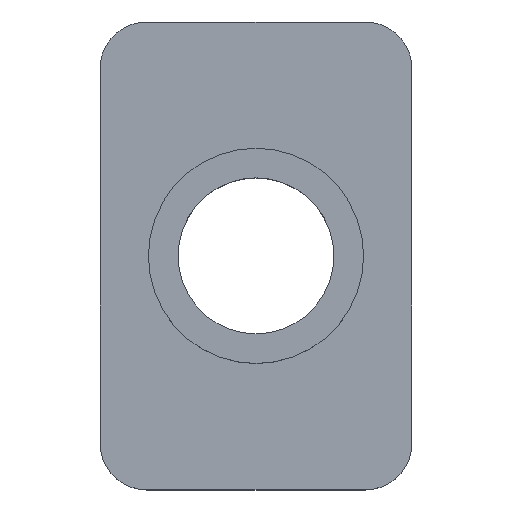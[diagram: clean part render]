
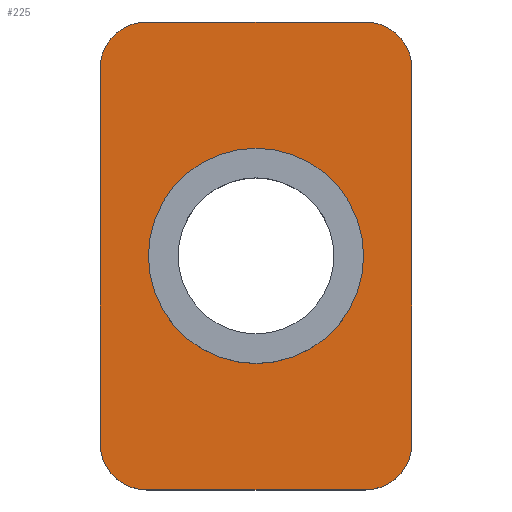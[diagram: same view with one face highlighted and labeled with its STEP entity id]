
A CAD part, top view. The second image highlights one B-rep face of the part: STEP entity #225.
In plain terms, the highlighted planar face has unit normal (0, 0, 1).
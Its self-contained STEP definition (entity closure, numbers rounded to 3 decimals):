
#12=FACE_BOUND($,#39,.T.);
#13=FACE_BOUND($,#40,.T.);
#20=PLANE($,#243);
#39=EDGE_LOOP($,(#155));
#40=EDGE_LOOP($,(#156,#157,#158,#159,#160,#161,#162,#163));
#57=LINE($,#344,#73);
#60=LINE($,#352,#76);
#61=LINE($,#356,#77);
#62=LINE($,#360,#78);
#73=VECTOR($,#276,7.);
#76=VECTOR($,#283,12.);
#77=VECTOR($,#286,7.);
#78=VECTOR($,#289,12.);
#87=CIRCLE($,#240,1.5);
#89=CIRCLE($,#244,3.45);
#90=CIRCLE($,#245,1.5);
#91=CIRCLE($,#246,1.5);
#92=CIRCLE($,#247,1.5);
#99=VERTEX_POINT($,#334);
#100=VERTEX_POINT($,#335);
#103=VERTEX_POINT($,#343);
#105=VERTEX_POINT($,#349);
#106=VERTEX_POINT($,#351);
#107=VERTEX_POINT($,#353);
#108=VERTEX_POINT($,#355);
#109=VERTEX_POINT($,#357);
#110=VERTEX_POINT($,#359);
#119=EDGE_CURVE($,#99,#100,#87,.T.);
#123=EDGE_CURVE($,#103,#100,#57,.T.);
#126=EDGE_CURVE($,#105,#105,#89,.T.);
#127=EDGE_CURVE($,#99,#106,#60,.T.);
#128=EDGE_CURVE($,#107,#106,#90,.T.);
#129=EDGE_CURVE($,#107,#108,#61,.T.);
#130=EDGE_CURVE($,#109,#108,#91,.T.);
#131=EDGE_CURVE($,#109,#110,#62,.T.);
#132=EDGE_CURVE($,#103,#110,#92,.T.);
#155=ORIENTED_EDGE($,*,*,#126,.T.);
#156=ORIENTED_EDGE($,*,*,#119,.F.);
#157=ORIENTED_EDGE($,*,*,#127,.T.);
#158=ORIENTED_EDGE($,*,*,#128,.F.);
#159=ORIENTED_EDGE($,*,*,#129,.T.);
#160=ORIENTED_EDGE($,*,*,#130,.F.);
#161=ORIENTED_EDGE($,*,*,#131,.T.);
#162=ORIENTED_EDGE($,*,*,#132,.F.);
#163=ORIENTED_EDGE($,*,*,#123,.T.);
#225=ADVANCED_FACE($,(#12,#13),#20,.T.);
#240=AXIS2_PLACEMENT_3D($,#336,#268,#269);
#243=AXIS2_PLACEMENT_3D($,#348,#279,#280);
#244=AXIS2_PLACEMENT_3D($,#350,#281,#282);
#245=AXIS2_PLACEMENT_3D($,#354,#284,#285);
#246=AXIS2_PLACEMENT_3D($,#358,#287,#288);
#247=AXIS2_PLACEMENT_3D($,#361,#290,#291);
#268=DIRECTION('center_axis',(0.,0.,-1.));
#269=DIRECTION('ref_axis',(0.707,-0.707,0.));
#276=DIRECTION($,(1.,0.,0.));
#279=DIRECTION('center_axis',(0.,0.,1.));
#280=DIRECTION('ref_axis',(1.,0.,0.));
#281=DIRECTION('center_axis',(0.,0.,-1.));
#282=DIRECTION('ref_axis',(-1.,0.,0.));
#283=DIRECTION($,(0.,1.,0.));
#284=DIRECTION('center_axis',(0.,0.,-1.));
#285=DIRECTION('ref_axis',(0.707,0.707,0.));
#286=DIRECTION($,(-1.,0.,0.));
#287=DIRECTION('center_axis',(0.,0.,-1.));
#288=DIRECTION('ref_axis',(-0.707,0.707,0.));
#289=DIRECTION($,(0.,-1.,0.));
#290=DIRECTION('center_axis',(0.,0.,-1.));
#291=DIRECTION('ref_axis',(-0.707,-0.707,0.));
#334=CARTESIAN_POINT('',(5.,-6.,1.6));
#335=CARTESIAN_POINT('',(3.5,-7.5,1.6));
#336=CARTESIAN_POINT('Origin',(3.5,-6.,1.6));
#343=CARTESIAN_POINT('',(-3.5,-7.5,1.6));
#344=CARTESIAN_POINT($,(5.,-7.5,1.6));
#348=CARTESIAN_POINT('Origin',(0.,0.,1.6));
#349=CARTESIAN_POINT('',(3.45,0.,1.6));
#350=CARTESIAN_POINT('Origin',(0.,0.,1.6));
#351=CARTESIAN_POINT('',(5.,6.,1.6));
#352=CARTESIAN_POINT($,(5.,7.5,1.6));
#353=CARTESIAN_POINT('',(3.5,7.5,1.6));
#354=CARTESIAN_POINT('Origin',(3.5,6.,1.6));
#355=CARTESIAN_POINT('',(-3.5,7.5,1.6));
#356=CARTESIAN_POINT($,(-5.,7.5,1.6));
#357=CARTESIAN_POINT('',(-5.,6.,1.6));
#358=CARTESIAN_POINT('Origin',(-3.5,6.,1.6));
#359=CARTESIAN_POINT('',(-5.,-6.,1.6));
#360=CARTESIAN_POINT($,(-5.,-7.5,1.6));
#361=CARTESIAN_POINT('Origin',(-3.5,-6.,1.6));
